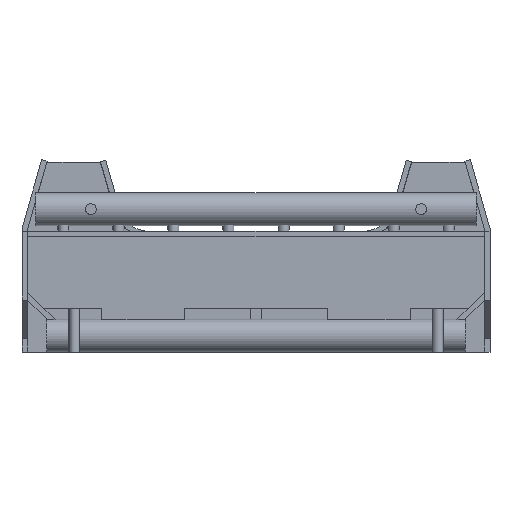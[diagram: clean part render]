
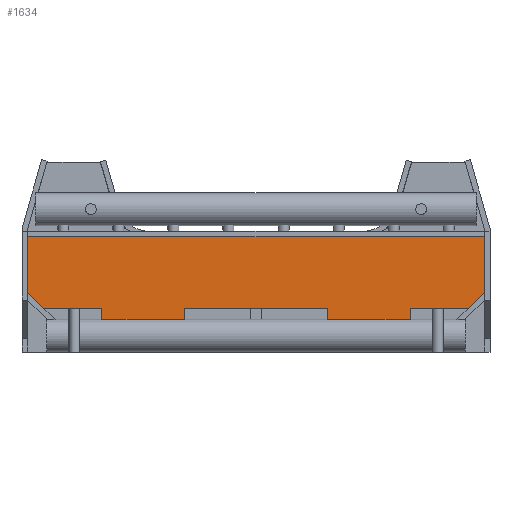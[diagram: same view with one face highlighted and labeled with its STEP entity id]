
A CAD part, front view. The second image highlights one B-rep face of the part: STEP entity #1634.
In plain terms, the highlighted planar face has unit normal (0, -1, 0).
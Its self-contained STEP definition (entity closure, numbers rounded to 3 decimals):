
#1634=ADVANCED_FACE('',(#3132),#3133,.T.);
#3132=FACE_OUTER_BOUND('',#4861,.T.);
#3133=PLANE('',#4862);
#4861=EDGE_LOOP('',(#8036,#8037,#8038,#8039,#8040,#8041,#8042,#8043,#8044,#8045,#8046,#8047,#8048,#8049));
#4862=AXIS2_PLACEMENT_3D('',#8050,#8051,#8052);
#8036=ORIENTED_EDGE('',*,*,#10589,.F.);
#8037=ORIENTED_EDGE('',*,*,#10590,.T.);
#8038=ORIENTED_EDGE('',*,*,#10591,.F.);
#8039=ORIENTED_EDGE('',*,*,#9796,.F.);
#8040=ORIENTED_EDGE('',*,*,#10592,.F.);
#8041=ORIENTED_EDGE('',*,*,#10593,.F.);
#8042=ORIENTED_EDGE('',*,*,#10540,.T.);
#8043=ORIENTED_EDGE('',*,*,#10499,.T.);
#8044=ORIENTED_EDGE('',*,*,#9420,.T.);
#8045=ORIENTED_EDGE('',*,*,#9298,.T.);
#8046=ORIENTED_EDGE('',*,*,#10425,.T.);
#8047=ORIENTED_EDGE('',*,*,#9461,.F.);
#8048=ORIENTED_EDGE('',*,*,#9734,.T.);
#8049=ORIENTED_EDGE('',*,*,#10205,.F.);
#8050=CARTESIAN_POINT('',(-41.489,0.,10.911));
#8051=DIRECTION('',(0.0,-1.0,0.));
#8052=DIRECTION('',(-1.0,0.0,0.0));
#9298=EDGE_CURVE('',#10849,#10854,#10856,.T.);
#9420=EDGE_CURVE('',#11066,#10849,#11070,.T.);
#9461=EDGE_CURVE('',#11139,#11140,#11141,.T.);
#9734=EDGE_CURVE('',#11139,#11614,#11616,.T.);
#9796=EDGE_CURVE('',#11713,#11714,#11715,.T.);
#10205=EDGE_CURVE('',#12329,#11614,#12331,.T.);
#10425=EDGE_CURVE('',#10854,#11140,#12633,.T.);
#10499=EDGE_CURVE('',#12726,#11066,#12728,.T.);
#10540=EDGE_CURVE('',#12774,#12726,#12776,.T.);
#10589=EDGE_CURVE('',#12831,#12329,#12832,.T.);
#10590=EDGE_CURVE('',#12831,#12833,#12834,.T.);
#10591=EDGE_CURVE('',#11714,#12833,#12835,.T.);
#10592=EDGE_CURVE('',#12836,#11713,#12837,.T.);
#10593=EDGE_CURVE('',#12774,#12836,#12838,.T.);
#10849=VERTEX_POINT('',#13111);
#10854=VERTEX_POINT('',#13118);
#10856=LINE('',#13121,#13122);
#11066=VERTEX_POINT('',#13413);
#11070=LINE('',#13419,#13420);
#11139=VERTEX_POINT('',#13511);
#11140=VERTEX_POINT('',#13512);
#11141=LINE('',#13513,#13514);
#11614=VERTEX_POINT('',#14194);
#11616=LINE('',#14197,#14198);
#11713=VERTEX_POINT('',#14332);
#11714=VERTEX_POINT('',#14333);
#11715=LINE('',#14334,#14335);
#12329=VERTEX_POINT('',#15205);
#12331=LINE('',#15208,#15209);
#12633=LINE('',#15639,#15640);
#12726=VERTEX_POINT('',#15773);
#12728=LINE('',#15776,#15777);
#12774=VERTEX_POINT('',#15841);
#12776=LINE('',#15844,#15845);
#12831=VERTEX_POINT('',#15920);
#12832=LINE('',#15921,#15922);
#12833=VERTEX_POINT('',#15923);
#12834=LINE('',#15924,#15925);
#12835=LINE('',#15926,#15927);
#12836=VERTEX_POINT('',#15928);
#12837=LINE('',#15929,#15930);
#12838=LINE('',#15931,#15932);
#13111=CARTESIAN_POINT('',(28.,0.,6.0));
#13118=CARTESIAN_POINT('',(28.,0.,8.0));
#13121=CARTESIAN_POINT('',(28.,0.,6.0));
#13122=VECTOR('',#16293,1.0);
#13413=CARTESIAN_POINT('',(13.007,0.,6.0));
#13419=CARTESIAN_POINT('',(13.007,0.,6.0));
#13420=VECTOR('',#16407,1.0);
#13511=CARTESIAN_POINT('',(41.489,0.,10.911));
#13512=CARTESIAN_POINT('',(38.578,0.,8.0));
#13513=CARTESIAN_POINT('',(41.489,0.,10.911));
#13514=VECTOR('',#16454,1.0);
#14194=CARTESIAN_POINT('',(41.489,0.,21.0));
#14197=CARTESIAN_POINT('',(41.489,0.,10.911));
#14198=VECTOR('',#16723,1.0);
#14332=CARTESIAN_POINT('',(-28.,0.,6.0));
#14333=CARTESIAN_POINT('',(-28.,0.,8.0));
#14334=CARTESIAN_POINT('',(-28.,0.,6.0));
#14335=VECTOR('',#16782,1.0);
#15205=CARTESIAN_POINT('',(-41.489,0.,21.0));
#15208=CARTESIAN_POINT('',(-41.489,0.,21.0));
#15209=VECTOR('',#17196,1.0);
#15639=CARTESIAN_POINT('',(28.,0.,8.0));
#15640=VECTOR('',#17388,1.0);
#15773=CARTESIAN_POINT('',(13.007,0.,8.0));
#15776=CARTESIAN_POINT('',(13.007,0.,8.0));
#15777=VECTOR('',#17448,1.0);
#15841=CARTESIAN_POINT('',(-13.007,0.,8.0));
#15844=CARTESIAN_POINT('',(-13.007,0.,8.0));
#15845=VECTOR('',#17480,1.0);
#15920=CARTESIAN_POINT('',(-41.489,0.,10.911));
#15921=CARTESIAN_POINT('',(-41.489,0.,10.911));
#15922=VECTOR('',#17510,1.0);
#15923=CARTESIAN_POINT('',(-38.578,0.,8.0));
#15924=CARTESIAN_POINT('',(-41.489,0.,10.911));
#15925=VECTOR('',#17511,1.0);
#15926=CARTESIAN_POINT('',(-28.,0.,8.0));
#15927=VECTOR('',#17512,1.0);
#15928=CARTESIAN_POINT('',(-13.007,0.,6.0));
#15929=CARTESIAN_POINT('',(-13.007,0.,6.0));
#15930=VECTOR('',#17513,1.0);
#15931=CARTESIAN_POINT('',(-13.007,0.,8.0));
#15932=VECTOR('',#17514,1.0);
#16293=DIRECTION('',(0.0,0.,1.0));
#16407=DIRECTION('',(1.0,0.0,0.0));
#16454=DIRECTION('',(-0.707,0.,-0.707));
#16723=DIRECTION('',(0.0,0.,1.0));
#16782=DIRECTION('',(0.0,0.,1.0));
#17196=DIRECTION('',(1.0,0.0,0.0));
#17388=DIRECTION('',(1.0,0.,0.));
#17448=DIRECTION('',(-0.0,0.,-1.0));
#17480=DIRECTION('',(1.0,0.0,0.0));
#17510=DIRECTION('',(0.0,0.,1.0));
#17511=DIRECTION('',(0.707,0.,-0.707));
#17512=DIRECTION('',(-1.0,0.,0.));
#17513=DIRECTION('',(-1.0,0.0,0.0));
#17514=DIRECTION('',(0.0,0.,-1.0));
